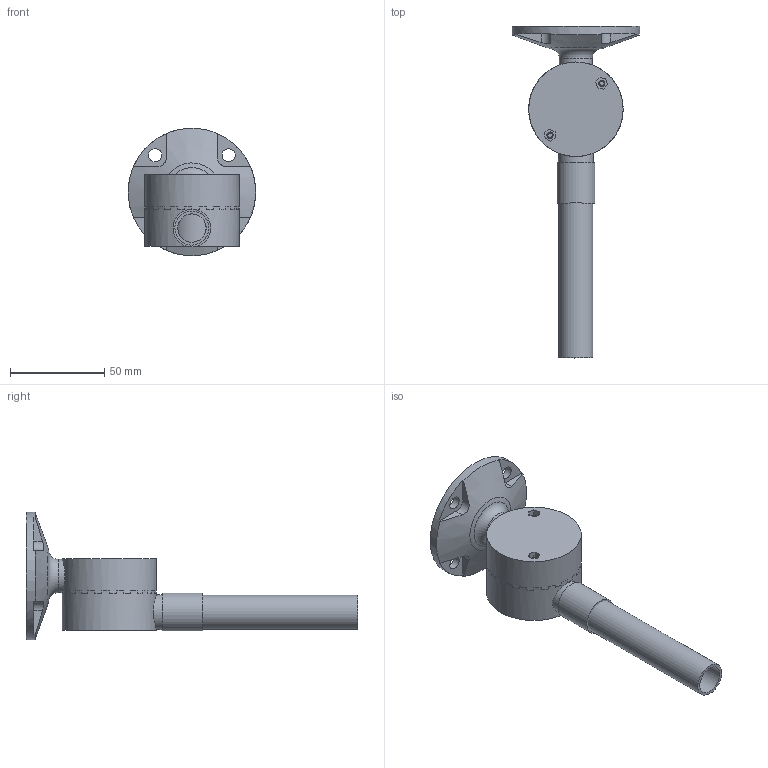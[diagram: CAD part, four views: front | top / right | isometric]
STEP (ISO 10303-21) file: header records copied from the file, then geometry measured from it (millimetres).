
FILE_DESCRIPTION((''),'2;1');
FILE_NAME('127228.stp','2019-10-01T14:11:05',('e.eickhoff'),(''),'Autodesk Inventor 2012','Autodesk Inventor 2012','');
FILE_SCHEMA(('AUTOMOTIVE_DESIGN { 1 0 10303 214 1 1 1 1 }'));
Length unit declared in the file: millimetre
Products named in the file (5): 127228; 127228 Teil1; 127228 Teil2; Metall Rohr; BS 4183 Zylinderschraube mit Schlitz - Metrisch M3 x 30
Assembly tree (5 placements, depth 2):
  127228
    127228 Teil1
    127228 Teil2
    Metall Rohr
    BS 4183 Zylinderschraube mit Schlitz - Metrisch M3 x 30  x2
Bounding box: 67.41 x 175.6 x 67.44 mm (x, y, z)
Volume: 88025.6 mm3; surface area: 48188.3 mm2
Topology: 5 solids, 6 shells, 325 faces, 823 edges, 512 vertices
Faces by surface type: plane 241, cylinder 71, cone 7, torus 5, bspline 1
Full cylindrical faces by diameter (mm): 2.694 x2, 3 x2, 3.3 x2, 7 x4, 15 x3, 16.5 x2, 17.5 x1, 18 x1, 18.5 x2, 20 x1, 28.6 x1, 29 x1, 32 x1, 45.4 x2, 50 x2, 67.5 x1
Entity records: 9794 total; most frequent: CARTESIAN_POINT 2005, DIRECTION 1628, ORIENTED_EDGE 1498, EDGE_CURVE 749, AXIS2_PLACEMENT_3D 605, VERTEX_POINT 479, VECTOR 418, LINE 418
